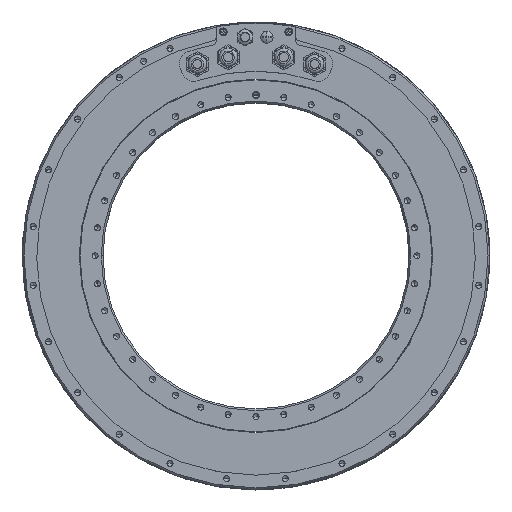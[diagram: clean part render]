
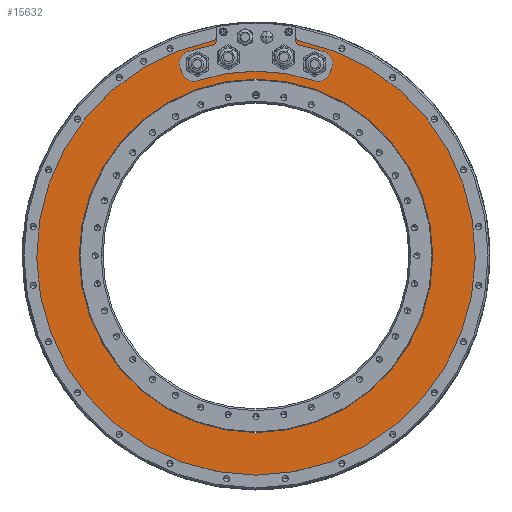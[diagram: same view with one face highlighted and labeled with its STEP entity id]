
A CAD part, top view. The second image highlights one B-rep face of the part: STEP entity #15632.
In plain terms, the highlighted planar face has unit normal (0, 0, 1).
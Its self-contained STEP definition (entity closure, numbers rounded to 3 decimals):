
#4657=DIRECTION('',(0.375,0.927,0.));
#4658=VECTOR('',#4657,5.009);
#4659=CARTESIAN_POINT('',(60.571,149.917,-0.15));
#4660=LINE('',#4659,#4658);
#4661=CARTESIAN_POINT('',(53.175,158.308,-0.15));
#4662=DIRECTION('',(0.,0.,1.));
#4663=DIRECTION('',(0.927,-0.375,0.));
#4664=AXIS2_PLACEMENT_3D('',#4661,#4662,#4663);
#4666=CARTESIAN_POINT('',(0.,0.,-0.15));
#4667=DIRECTION('',(0.,0.,1.));
#4668=DIRECTION('',(0.318,0.948,0.));
#4669=AXIS2_PLACEMENT_3D('',#4666,#4667,#4668);
#4671=CARTESIAN_POINT('',(37.5,178.095,-0.15));
#4672=DIRECTION('',(0.,0.,-1.));
#4673=DIRECTION('',(-0.206,-0.979,0.));
#4674=AXIS2_PLACEMENT_3D('',#4671,#4672,#4673);
#4676=DIRECTION('',(0.,-1.,0.));
#4677=VECTOR('',#4676,0.98);
#4678=CARTESIAN_POINT('',(32.5,179.075,-0.15));
#4679=LINE('',#4678,#4677);
#4680=CARTESIAN_POINT('',(0.,0.,-0.15));
#4681=DIRECTION('',(0.,0.,1.));
#4682=DIRECTION('',(0.182,0.983,0.));
#4683=AXIS2_PLACEMENT_3D('',#4680,#4681,#4682);
#4685=CARTESIAN_POINT('',(0.,0.,-0.15));
#4686=DIRECTION('',(0.,0.,1.));
#4687=DIRECTION('',(-0.179,0.984,0.));
#4688=AXIS2_PLACEMENT_3D('',#4685,#4686,#4687);
#4690=DIRECTION('',(0.,-1.,0.));
#4691=VECTOR('',#4690,0.98);
#4692=CARTESIAN_POINT('',(-32.5,179.075,-0.15));
#4693=LINE('',#4692,#4691);
#4694=CARTESIAN_POINT('',(-37.5,178.095,-0.15));
#4695=DIRECTION('',(0.,0.,-1.));
#4696=DIRECTION('',(1.,0.,0.));
#4697=AXIS2_PLACEMENT_3D('',#4694,#4695,#4696);
#4699=CARTESIAN_POINT('',(0.,0.,-0.15));
#4700=DIRECTION('',(0.,0.,1.));
#4701=DIRECTION('',(-0.206,0.979,0.));
#4702=AXIS2_PLACEMENT_3D('',#4699,#4700,#4701);
#4704=CARTESIAN_POINT('',(-53.175,158.308,-0.15));
#4705=DIRECTION('',(0.,0.,-1.));
#4706=DIRECTION('',(-0.927,-0.375,0.));
#4707=AXIS2_PLACEMENT_3D('',#4704,#4705,#4706);
#4709=DIRECTION('',(0.375,-0.927,0.));
#4710=VECTOR('',#4709,5.009);
#4711=CARTESIAN_POINT('',(-62.447,154.562,-0.15));
#4712=LINE('',#4711,#4710);
#4713=CARTESIAN_POINT('',(-51.299,153.663,-0.15));
#4714=DIRECTION('',(0.,0.,-1.));
#4715=DIRECTION('',(0.317,-0.949,0.));
#4716=AXIS2_PLACEMENT_3D('',#4713,#4714,#4715);
#4718=CARTESIAN_POINT('',(0.,0.,-0.15));
#4719=DIRECTION('',(0.,0.,1.));
#4720=DIRECTION('',(0.317,0.949,0.));
#4721=AXIS2_PLACEMENT_3D('',#4718,#4719,#4720);
#4723=CARTESIAN_POINT('',(51.299,153.663,-0.15));
#4724=DIRECTION('',(0.,0.,-1.));
#4725=DIRECTION('',(0.927,-0.375,0.));
#4726=AXIS2_PLACEMENT_3D('',#4723,#4724,#4725);
#4737=CARTESIAN_POINT('',(0.,0.,-0.15));
#4738=DIRECTION('',(0.,0.,1.));
#4739=DIRECTION('',(-1.,0.,0.));
#4740=AXIS2_PLACEMENT_3D('',#4737,#4738,#4739);
#4751=CARTESIAN_POINT('',(0.,0.,-0.15));
#4752=DIRECTION('',(0.,0.,1.));
#4753=DIRECTION('',(1.,0.,0.));
#4754=AXIS2_PLACEMENT_3D('',#4751,#4752,#4753);
#6960=CARTESIAN_POINT('',(36.25,180.394,-0.15));
#6961=DIRECTION('',(0.,0.,-1.));
#6962=DIRECTION('',(-0.197,-0.98,0.));
#6963=AXIS2_PLACEMENT_3D('',#6960,#6961,#6962);
#6978=CARTESIAN_POINT('',(0.,0.,-0.15));
#6979=DIRECTION('',(0.,0.,1.));
#6980=DIRECTION('',(-0.197,0.98,0.));
#6981=AXIS2_PLACEMENT_3D('',#6978,#6979,#6980);
#6987=CARTESIAN_POINT('',(-36.25,180.394,-0.15));
#6988=DIRECTION('',(0.,0.,1.));
#6989=DIRECTION('',(0.197,-0.98,0.));
#6990=AXIS2_PLACEMENT_3D('',#6987,#6988,#6989);
#7744=CARTESIAN_POINT('',(-145.482,0.,-0.15));
#7745=CARTESIAN_POINT('',(145.482,0.,-0.15));
#7746=VERTEX_POINT('',#7744);
#7747=VERTEX_POINT('',#7745);
#7762=CARTESIAN_POINT('',(35.56,176.962,-0.15));
#7763=CARTESIAN_POINT('',(33.051,178.974,-0.15));
#7764=VERTEX_POINT('',#7762);
#7765=VERTEX_POINT('',#7763);
#7768=CARTESIAN_POINT('',(-35.56,176.962,
-0.15));
#7769=CARTESIAN_POINT('',(-33.051,178.974,
-0.15));
#7770=VERTEX_POINT('',#7768);
#7771=VERTEX_POINT('',#7769);
#7880=CARTESIAN_POINT('',(60.571,149.917,-0.15));
#7881=CARTESIAN_POINT('',(62.447,154.562,-0.15));
#7882=VERTEX_POINT('',#7880);
#7883=VERTEX_POINT('',#7881);
#7884=CARTESIAN_POINT('',(-62.447,154.562,-0.15));
#7885=CARTESIAN_POINT('',(-60.571,149.917,-0.15));
#7886=VERTEX_POINT('',#7884);
#7887=VERTEX_POINT('',#7885);
#7888=CARTESIAN_POINT('',(48.132,144.178,-0.15));
#7889=CARTESIAN_POINT('',(-48.132,144.178,-0.15));
#7890=VERTEX_POINT('',#7888);
#7891=VERTEX_POINT('',#7889);
#7892=CARTESIAN_POINT('',(-32.5,179.075,-0.15));
#7893=CARTESIAN_POINT('',(-32.5,178.095,-0.15));
#7894=VERTEX_POINT('',#7892);
#7895=VERTEX_POINT('',#7893);
#7896=CARTESIAN_POINT('',(-36.47,173.202,-0.15));
#7897=CARTESIAN_POINT('',(-56.359,167.787,-0.15));
#7898=VERTEX_POINT('',#7896);
#7899=VERTEX_POINT('',#7897);
#7900=CARTESIAN_POINT('',(32.5,179.075,-0.15));
#7901=CARTESIAN_POINT('',(32.5,178.095,-0.15));
#7902=VERTEX_POINT('',#7900);
#7903=VERTEX_POINT('',#7901);
#7904=CARTESIAN_POINT('',(56.359,167.787,-0.15));
#7905=CARTESIAN_POINT('',(36.47,173.202,-0.15));
#7906=VERTEX_POINT('',#7904);
#7907=VERTEX_POINT('',#7905);
#15586=CARTESIAN_POINT('',(0.,0.,-0.15));
#15587=DIRECTION('',(0.,0.,1.));
#15588=DIRECTION('',(1.,0.,0.));
#15589=AXIS2_PLACEMENT_3D('',#15586,#15587,#15588);
#15590=PLANE('',#15589);
#15592=ORIENTED_EDGE('',*,*,#15591,.T.);
#15594=ORIENTED_EDGE('',*,*,#15593,.T.);
#15596=ORIENTED_EDGE('',*,*,#15595,.T.);
#15598=ORIENTED_EDGE('',*,*,#15597,.T.);
#15600=ORIENTED_EDGE('',*,*,#15599,.F.);
#15601=ORIENTED_EDGE('',*,*,#15581,.F.);
#15603=ORIENTED_EDGE('',*,*,#15602,.F.);
#15605=ORIENTED_EDGE('',*,*,#15604,.F.);
#15607=ORIENTED_EDGE('',*,*,#15606,.T.);
#15608=ORIENTED_EDGE('',*,*,#15563,.F.);
#15609=ORIENTED_EDGE('',*,*,#14124,.T.);
#15611=ORIENTED_EDGE('',*,*,#15610,.T.);
#15613=ORIENTED_EDGE('',*,*,#15612,.T.);
#15615=ORIENTED_EDGE('',*,*,#15614,.F.);
#15617=ORIENTED_EDGE('',*,*,#15616,.T.);
#15619=ORIENTED_EDGE('',*,*,#15618,.F.);
#15621=ORIENTED_EDGE('',*,*,#15620,.F.);
#15623=ORIENTED_EDGE('',*,*,#15622,.F.);
#15624=EDGE_LOOP('',(#15592,#15594,#15596,#15598,#15600,#15601,#15603,#15605,
#15607,#15608,#15609,#15611,#15613,#15615,#15617,#15619,#15621,#15623));
#15625=FACE_OUTER_BOUND('',#15624,.F.);
#15627=ORIENTED_EDGE('',*,*,#15626,.T.);
#15629=ORIENTED_EDGE('',*,*,#15628,.T.);
#15630=EDGE_LOOP('',(#15627,#15629));
#15631=FACE_BOUND('',#15630,.F.);
#4665=CIRCLE('',#4664,10.);
#4670=CIRCLE('',#4669,177.);
#4675=CIRCLE('',#4674,5.);
#4684=CIRCLE('',#4683,182.);
#4689=CIRCLE('',#4688,182.);
#4698=CIRCLE('',#4697,5.);
#4703=CIRCLE('',#4702,177.);
#4708=CIRCLE('',#4707,10.);
#4717=CIRCLE('',#4716,10.);
#4722=CIRCLE('',#4721,152.);
#4727=CIRCLE('',#4726,10.);
#4741=CIRCLE('',#4740,145.482);
#4755=CIRCLE('',#4754,145.482);
#6964=CIRCLE('',#6963,3.5);
#6982=CIRCLE('',#6981,180.5);
#6991=CIRCLE('',#6990,3.5);
#14124=EDGE_CURVE('',#7894,#7895,#4693,.T.);
#15563=EDGE_CURVE('',#7894,#7771,#4689,.T.);
#15581=EDGE_CURVE('',#7765,#7902,#4684,.T.);
#15591=EDGE_CURVE('',#7882,#7883,#4660,.T.);
#15593=EDGE_CURVE('',#7883,#7906,#4665,.T.);
#15595=EDGE_CURVE('',#7906,#7907,#4670,.T.);
#15597=EDGE_CURVE('',#7907,#7903,#4675,.T.);
#15599=EDGE_CURVE('',#7902,#7903,#4679,.T.);
#15602=EDGE_CURVE('',#7764,#7765,#6964,.T.);
#15604=EDGE_CURVE('',#7770,#7764,#6982,.T.);
#15606=EDGE_CURVE('',#7770,#7771,#6991,.T.);
#15610=EDGE_CURVE('',#7895,#7898,#4698,.T.);
#15612=EDGE_CURVE('',#7898,#7899,#4703,.T.);
#15614=EDGE_CURVE('',#7886,#7899,#4708,.T.);
#15616=EDGE_CURVE('',#7886,#7887,#4712,.T.);
#15618=EDGE_CURVE('',#7891,#7887,#4717,.T.);
#15620=EDGE_CURVE('',#7890,#7891,#4722,.T.);
#15622=EDGE_CURVE('',#7882,#7890,#4727,.T.);
#15626=EDGE_CURVE('',#7746,#7747,#4741,.T.);
#15628=EDGE_CURVE('',#7747,#7746,#4755,.T.);
#15632=ADVANCED_FACE('',(#15625,#15631),#15590,.T.);
